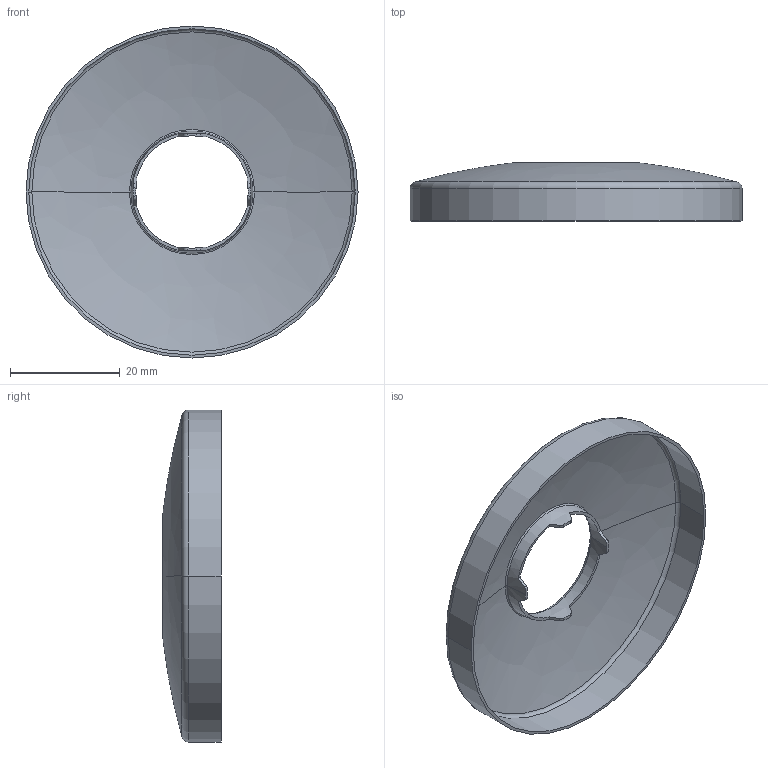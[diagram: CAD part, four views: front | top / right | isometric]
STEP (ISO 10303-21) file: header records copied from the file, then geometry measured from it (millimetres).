
FILE_DESCRIPTION((''),'2;1');
FILE_NAME('206_WEB','2010-11-03T',('ramkumar'),(''),'PRO/ENGINEER BY PARAMETRIC TECHNOLOGY CORPORATION, 2009300','PRO/ENGINEER BY PARAMETRIC TECHNOLOGY CORPORATION, 2009300','');
FILE_SCHEMA(('CONFIG_CONTROL_DESIGN'));
Length unit declared in the file: inch
Products named in the file (1): 206_WEB
Bounding box: 60.45 x 10.59 x 60.45 mm (x, y, z)
Surface area: 7992.5 mm2 (no closed solid volume)
Topology: 0 solids, 1 shells, 45 faces, 116 edges, 72 vertices
Faces by surface type: plane 17, cylinder 12, torus 8, bspline 4, cone 4
Entity records: 1550 total; most frequent: CARTESIAN_POINT 445, ORIENTED_EDGE 232, DIRECTION 218, EDGE_CURVE 116, AXIS2_PLACEMENT_3D 93, VERTEX_POINT 72, CIRCLE 52, EDGE_LOOP 46
